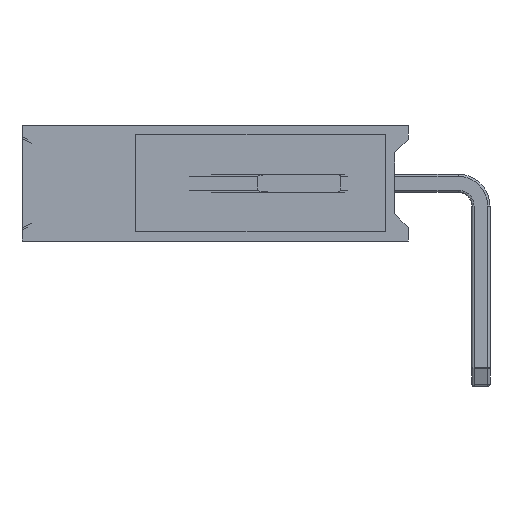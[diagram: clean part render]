
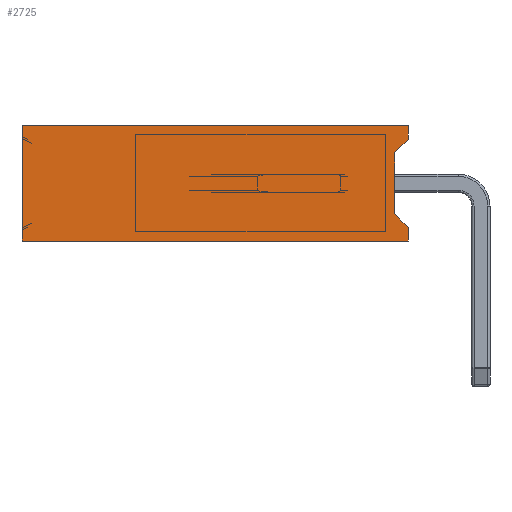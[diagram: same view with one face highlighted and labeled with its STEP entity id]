
A CAD part, left-side view. The second image highlights one B-rep face of the part: STEP entity #2725.
In plain terms, the highlighted planar face has unit normal (-1, 0, 0).
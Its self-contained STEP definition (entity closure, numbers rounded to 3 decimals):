
#218=PLANE('',#2963);
#293=FACE_OUTER_BOUND('',#456,.T.);
#456=EDGE_LOOP('',(#1825,#1826,#1827,#1828,#1829,#1830,#1831,#1832));
#623=LINE('',#4292,#821);
#627=LINE('',#4300,#825);
#633=LINE('',#4315,#831);
#644=LINE('',#4335,#842);
#645=LINE('',#4338,#843);
#648=LINE('',#4344,#846);
#649=LINE('',#4346,#847);
#650=LINE('',#4347,#848);
#821=VECTOR('',#3374,10.);
#825=VECTOR('',#3380,10.);
#831=VECTOR('',#3392,10.);
#842=VECTOR('',#3409,10.);
#843=VECTOR('',#3412,10.);
#846=VECTOR('',#3417,10.);
#847=VECTOR('',#3418,10.);
#848=VECTOR('',#3419,10.);
#1175=VERTEX_POINT('',#4290);
#1176=VERTEX_POINT('',#4291);
#1179=VERTEX_POINT('',#4299);
#1185=VERTEX_POINT('',#4314);
#1191=VERTEX_POINT('',#4333);
#1192=VERTEX_POINT('',#4337);
#1194=VERTEX_POINT('',#4343);
#1195=VERTEX_POINT('',#4345);
#1399=EDGE_CURVE('',#1175,#1176,#623,.T.);
#1403=EDGE_CURVE('',#1179,#1176,#627,.T.);
#1411=EDGE_CURVE('',#1179,#1185,#633,.T.);
#1422=EDGE_CURVE('',#1175,#1191,#644,.T.);
#1423=EDGE_CURVE('',#1192,#1185,#645,.T.);
#1426=EDGE_CURVE('',#1191,#1194,#648,.T.);
#1427=EDGE_CURVE('',#1195,#1194,#649,.T.);
#1428=EDGE_CURVE('',#1192,#1195,#650,.T.);
#1825=ORIENTED_EDGE('',*,*,#1403,.T.);
#1826=ORIENTED_EDGE('',*,*,#1399,.F.);
#1827=ORIENTED_EDGE('',*,*,#1422,.T.);
#1828=ORIENTED_EDGE('',*,*,#1426,.T.);
#1829=ORIENTED_EDGE('',*,*,#1427,.F.);
#1830=ORIENTED_EDGE('',*,*,#1428,.F.);
#1831=ORIENTED_EDGE('',*,*,#1423,.T.);
#1832=ORIENTED_EDGE('',*,*,#1411,.F.);
#2725=ADVANCED_FACE('',(#293),#218,.T.);
#2963=AXIS2_PLACEMENT_3D('',#4342,#3415,#3416);
#3374=DIRECTION('',(0.,0.707,-0.707));
#3380=DIRECTION('',(0.,0.,1.));
#3392=DIRECTION('',(0.,-0.707,-0.707));
#3409=DIRECTION('',(0.,0.,1.));
#3412=DIRECTION('',(0.,0.,1.));
#3415=DIRECTION('center_axis',(-1.,0.,0.));
#3416=DIRECTION('ref_axis',(0.,0.,
1.));
#3417=DIRECTION('',(0.,1.,0.));
#3418=DIRECTION('',(0.,0.,1.));
#3419=DIRECTION('',(0.,1.,0.));
#4290=CARTESIAN_POINT('',(-1.27,1.6,2.24));
#4291=CARTESIAN_POINT('',(-1.27,1.9,1.94));
#4292=CARTESIAN_POINT('',(-1.27,2.235,1.605));
#4299=CARTESIAN_POINT('',(-1.27,1.9,0.6));
#4300=CARTESIAN_POINT('',(-1.27,1.9,0.635));
#4314=CARTESIAN_POINT('',(-1.27,1.6,0.3));
#4315=CARTESIAN_POINT('',(-1.27,1.6,0.3));
#4333=CARTESIAN_POINT('',(-1.27,1.6,2.54));
#4335=CARTESIAN_POINT('',(-1.27,1.6,0.));
#4337=CARTESIAN_POINT('',(-1.27,1.6,0.));
#4338=CARTESIAN_POINT('',(-1.27,1.6,0.));
#4342=CARTESIAN_POINT('Origin',(-1.27,1.6,0.));
#4343=CARTESIAN_POINT('',(-1.27,10.1,2.54));
#4344=CARTESIAN_POINT('',(-1.27,1.6,2.54));
#4345=CARTESIAN_POINT('',(-1.27,10.1,0.));
#4346=CARTESIAN_POINT('',(-1.27,10.1,0.));
#4347=CARTESIAN_POINT('',(-1.27,1.6,0.));
